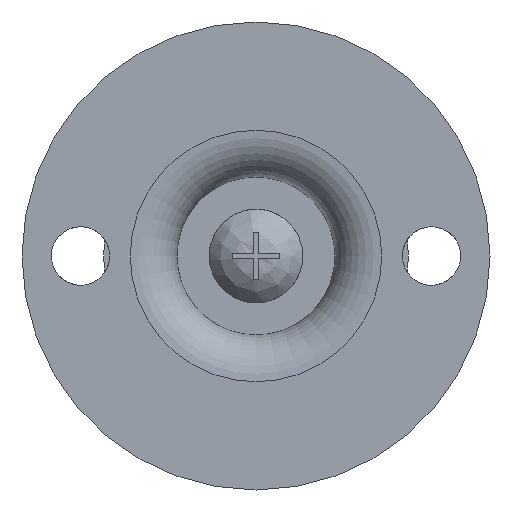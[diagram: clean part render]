
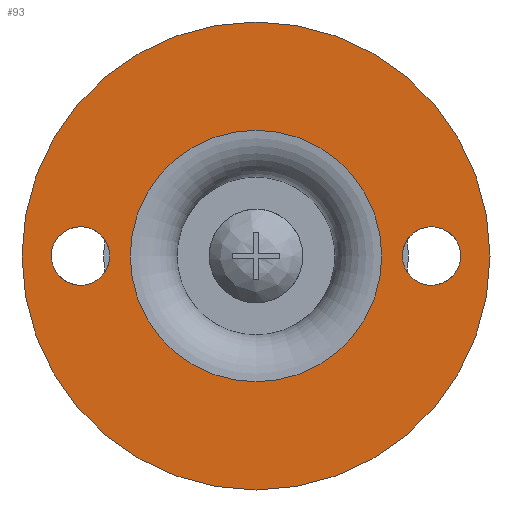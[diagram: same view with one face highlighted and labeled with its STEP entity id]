
A CAD part, front view. The second image highlights one B-rep face of the part: STEP entity #93.
In plain terms, the highlighted planar face has unit normal (0, -1, 0).
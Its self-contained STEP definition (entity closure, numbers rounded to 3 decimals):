
#93 = ADVANCED_FACE( '', ( #221, #222, #223, #224 ), #225, .F. );
#221 = FACE_BOUND( '', #392, .T. );
#222 = FACE_BOUND( '', #393, .T. );
#223 = FACE_OUTER_BOUND( '', #394, .T. );
#224 = FACE_BOUND( '', #395, .T. );
#225 = PLANE( '', #396 );
#392 = EDGE_LOOP( '', ( #643 ) );
#393 = EDGE_LOOP( '', ( #644 ) );
#394 = EDGE_LOOP( '', ( #645 ) );
#395 = EDGE_LOOP( '', ( #646 ) );
#396 = AXIS2_PLACEMENT_3D( '', #647, #648, #649 );
#643 = ORIENTED_EDGE( '', *, *, #1000, .F. );
#644 = ORIENTED_EDGE( '', *, *, #971, .F. );
#645 = ORIENTED_EDGE( '', *, *, #1001, .T. );
#646 = ORIENTED_EDGE( '', *, *, #1002, .T. );
#647 = CARTESIAN_POINT( '', ( 20., 0., 0. ) );
#648 = DIRECTION( '', ( 0., 1., 0. ) );
#649 = DIRECTION( '', ( 0., 0., 1. ) );
#971 = EDGE_CURVE( '', #1136, #1136, #1137, .F. );
#1000 = EDGE_CURVE( '', #1184, #1184, #1185, .T. );
#1001 = EDGE_CURVE( '', #1186, #1186, #1187, .T. );
#1002 = EDGE_CURVE( '', #1188, #1188, #1189, .T. );
#1136 = VERTEX_POINT( '', #1377 );
#1137 = CIRCLE( '', #1378, 2.5 );
#1184 = VERTEX_POINT( '', #1467 );
#1185 = CIRCLE( '', #1468, 10.75 );
#1186 = VERTEX_POINT( '', #1469 );
#1187 = CIRCLE( '', #1470, 20. );
#1188 = VERTEX_POINT( '', #1471 );
#1189 = CIRCLE( '', #1472, 2.5 );
#1377 = CARTESIAN_POINT( '', ( 15., 0., 2.5 ) );
#1378 = AXIS2_PLACEMENT_3D( '', #1742, #1743, #1744 );
#1467 = CARTESIAN_POINT( '', ( 0., 0., -10.75 ) );
#1468 = AXIS2_PLACEMENT_3D( '', #1773, #1774, #1775 );
#1469 = CARTESIAN_POINT( '', ( 0., 0., -20. ) );
#1470 = AXIS2_PLACEMENT_3D( '', #1776, #1777, #1778 );
#1471 = CARTESIAN_POINT( '', ( -12.5, 0., 0. ) );
#1472 = AXIS2_PLACEMENT_3D( '', #1779, #1780, #1781 );
#1742 = CARTESIAN_POINT( '', ( 15., 0., 0. ) );
#1743 = DIRECTION( '', ( 0., 1., 0. ) );
#1744 = DIRECTION( '', ( 0., 0., 1. ) );
#1773 = CARTESIAN_POINT( '', ( 0., 0., 0. ) );
#1774 = DIRECTION( '', ( 0., -1., 0. ) );
#1775 = DIRECTION( '', ( 0., 0., -1. ) );
#1776 = CARTESIAN_POINT( '', ( 0., 0., 0. ) );
#1777 = DIRECTION( '', ( 0., -1., 0. ) );
#1778 = DIRECTION( '', ( 0., 0., -1. ) );
#1779 = CARTESIAN_POINT( '', ( -15., 0., 0. ) );
#1780 = DIRECTION( '', ( 0., 1., 0. ) );
#1781 = DIRECTION( '', ( 1., 0., 0. ) );
